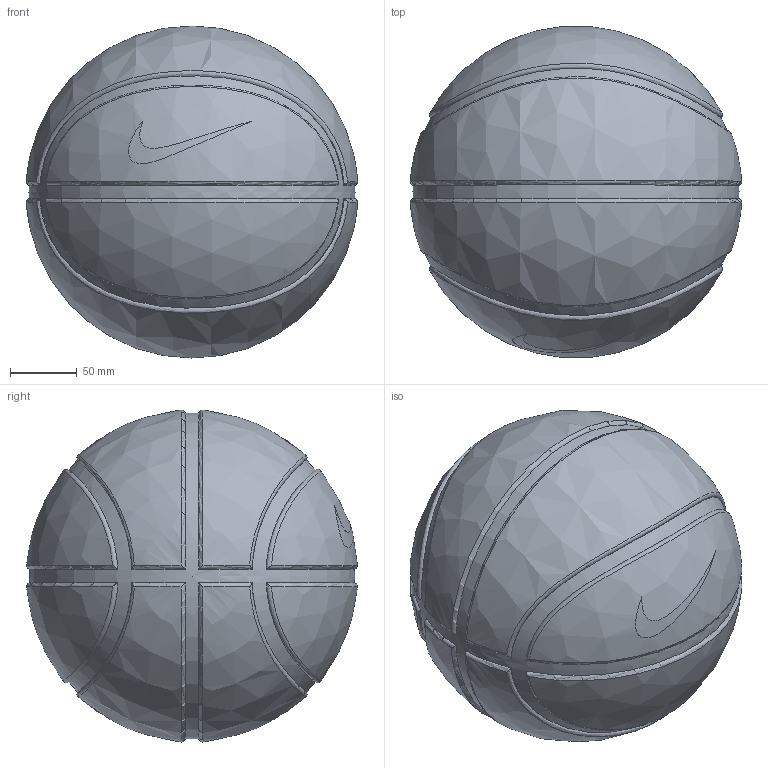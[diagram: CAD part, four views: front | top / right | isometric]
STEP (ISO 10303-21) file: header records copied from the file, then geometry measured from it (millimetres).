
FILE_DESCRIPTION(('FreeCAD Model'),'2;1');
FILE_NAME('baseketball_part_colored_partly.step','2017-05-05T11:47:18',( 'Author'),(''),'Open CASCADE STEP processor 6.8','FreeCAD','Unknown' );
FILE_SCHEMA(('AUTOMOTIVE_DESIGN_CC2 { 1 2 10303 214 -1 1 5 4 }'));
Length unit declared in the file: millimetre
Products named in the file (2): ASSEMBLY; Fusion
Assembly tree (1 placements, depth 2):
  ASSEMBLY
    Fusion
Bounding box: 248.97 x 248.62 x 249.46 mm (x, y, z)
Volume: 8096609.3 mm3; surface area: 201680.2 mm2
Topology: 1 solids, 1 shells, 42 faces, 101 edges, 68 vertices
Faces by surface type: bspline 16, torus 16, sphere 10
Entity records: 18617 total; most frequent: CARTESIAN_POINT 16739, B_SPLINE_CURVE_WITH_KNOTS 238, ORIENTED_EDGE 196, PCURVE 196, DEFINITIONAL_REPRESENTATION 196, DIRECTION 144, EDGE_CURVE 98, SURFACE_CURVE 98
